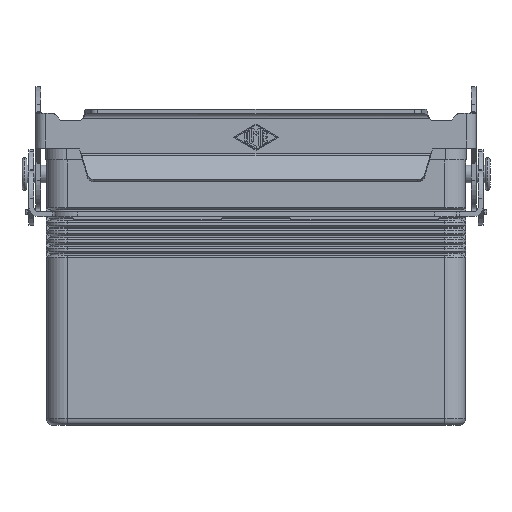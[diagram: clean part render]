
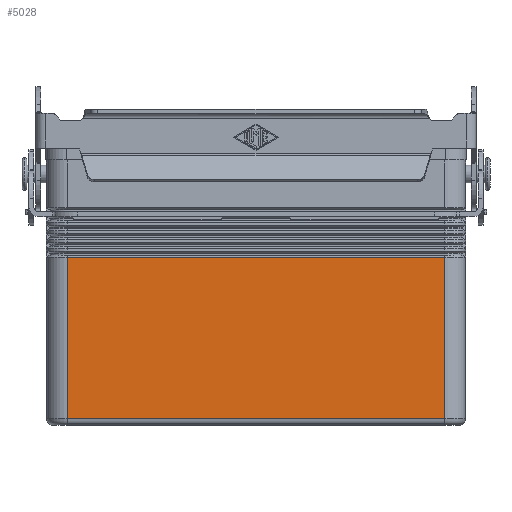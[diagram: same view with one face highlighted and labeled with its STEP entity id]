
A CAD part, front view. The second image highlights one B-rep face of the part: STEP entity #5028.
In plain terms, the highlighted planar face has unit normal (0, -1, 0).
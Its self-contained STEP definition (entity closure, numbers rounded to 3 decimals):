
#1897=CARTESIAN_POINT('',(54.0,-21.75,-23.827));
#1898=VERTEX_POINT('',#1897);
#1930=CARTESIAN_POINT('',(-54.0,-21.75,-23.827));
#1931=VERTEX_POINT('',#1930);
#1932=CARTESIAN_POINT('',(54.0,-21.75,-23.827));
#1933=DIRECTION('',(-1.0,0.0,0.0));
#1934=VECTOR('',#1933,108.0);
#1935=LINE('',#1932,#1934);
#1936=EDGE_CURVE('',#1898,#1931,#1935,.T.);
#4887=CARTESIAN_POINT('',(54.,-21.75,-70.));
#4888=VERTEX_POINT('',#4887);
#4889=CARTESIAN_POINT('',(54.0,-21.75,-23.827));
#4890=DIRECTION('',(0.0,0.0,-1.0));
#4891=VECTOR('',#4890,46.173);
#4892=LINE('',#4889,#4891);
#4893=EDGE_CURVE('',#1898,#4888,#4892,.T.);
#5005=CARTESIAN_POINT('',(-54.,-21.75,9.0));
#5006=DIRECTION('',(0.0,-1.0,0.0));
#5007=DIRECTION('',(0.0,0.0,-1.0));
#5008=AXIS2_PLACEMENT_3D('',#5005,#5006,#5007);
#5009=PLANE('',#5008);
#5010=ORIENTED_EDGE('',*,*,#1936,.T.);
#5011=CARTESIAN_POINT('',(-54.,-21.75,-70.));
#5012=VERTEX_POINT('',#5011);
#5013=CARTESIAN_POINT('',(-54.0,-21.75,-23.827));
#5014=DIRECTION('',(0.0,0.0,-1.0));
#5015=VECTOR('',#5014,46.173);
#5016=LINE('',#5013,#5015);
#5017=EDGE_CURVE('',#1931,#5012,#5016,.T.);
#5018=ORIENTED_EDGE('',*,*,#5017,.T.);
#5019=CARTESIAN_POINT('',(54.,-21.75,-70.));
#5020=DIRECTION('',(-1.0,0.0,0.0));
#5021=VECTOR('',#5020,108.);
#5022=LINE('',#5019,#5021);
#5023=EDGE_CURVE('',#4888,#5012,#5022,.T.);
#5024=ORIENTED_EDGE('',*,*,#5023,.F.);
#5025=ORIENTED_EDGE('',*,*,#4893,.F.);
#5026=EDGE_LOOP('',(#5010,#5018,#5024,#5025));
#5027=FACE_OUTER_BOUND('',#5026,.T.);
#5028=ADVANCED_FACE('',(#5027),#5009,.T.);
